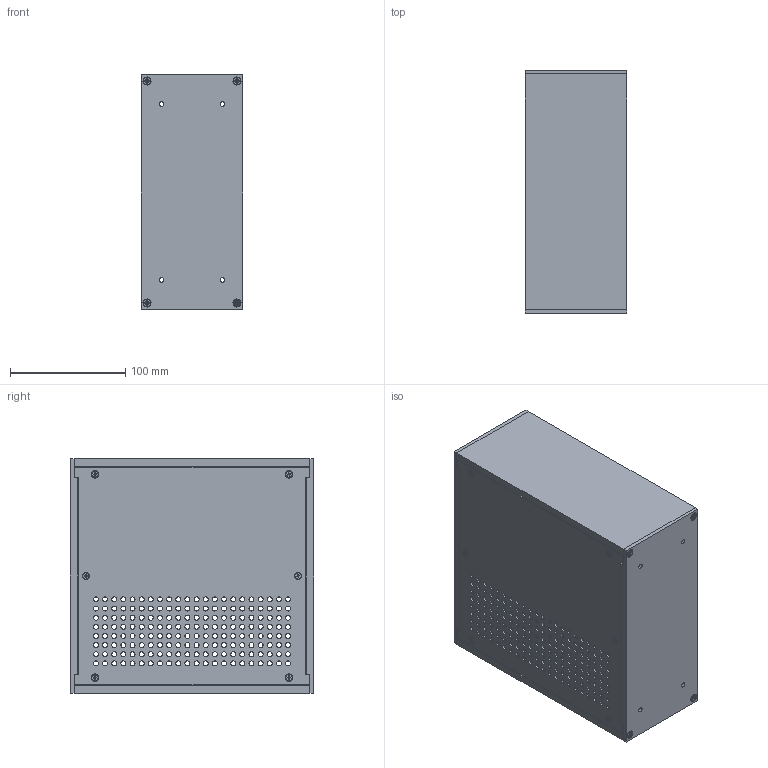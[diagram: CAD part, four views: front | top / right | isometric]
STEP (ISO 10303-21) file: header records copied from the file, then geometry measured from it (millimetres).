
FILE_DESCRIPTION((''),'2;1');
FILE_NAME('STEP''s\RM2U0808VBK.stp','2011-10-13T11:36:04',('tfoster'),(''),'Autodesk Inventor 2012','Autodesk Inventor 2012','');
FILE_SCHEMA(('AUTOMOTIVE_DESIGN { 1 0 10303 214 1 1 1 1 }'));
Products named in the file (7): RM2U0808VBK w.o brackets; 2U Side 8in; 2U Front; AS B194 CR1 B No. 4 x 3/8-CR1 B; Cross Recessed Flat Countersunk Head Tapping Screw - Type C - Type IA - Inch 6-32 UNC - 0.625; tinnerman Nut - 4-40; Vented Top Panel
Assembly tree (39 placements, depth 2):
  RM2U0808VBK w.o brackets
    2U Side 8in  x2
    2U Front  x2
    AS B194 CR1 B No. 4 x 3/8-CR1 B  x13
    Cross Recessed Flat Countersunk Head Tapping Screw - Type C - Type IA - Inch 6-32 UNC - 0.625  x8
    tinnerman Nut - 4-40  x12
    Vented Top Panel  x2
Bounding box: 88.13 x 210.82 x 203.2 mm (x, y, z)
Volume: 419949.8 mm3; surface area: 359978.5 mm2
Topology: 39 solids, 39 shells, 1355 faces, 4077 edges, 2808 vertices
Faces by surface type: cylinder 510, plane 478, cone 283, torus 84
Full cylindrical faces by diameter (mm): 2.5 x12, 2.845 x13, 3.5 x8, 3.505 x8, 3.962 x8, 4 x12, 4.3 x24, 4.32 x352, 5.429 x13, 6.045 x8
Entity records: 12026 total; most frequent: CARTESIAN_POINT 2212, DIRECTION 2002, ORIENTED_EDGE 1556, EDGE_LOOP 966, AXIS2_PLACEMENT_3D 890, EDGE_CURVE 778, VERTEX_POINT 656, FACE_BOUND 614
